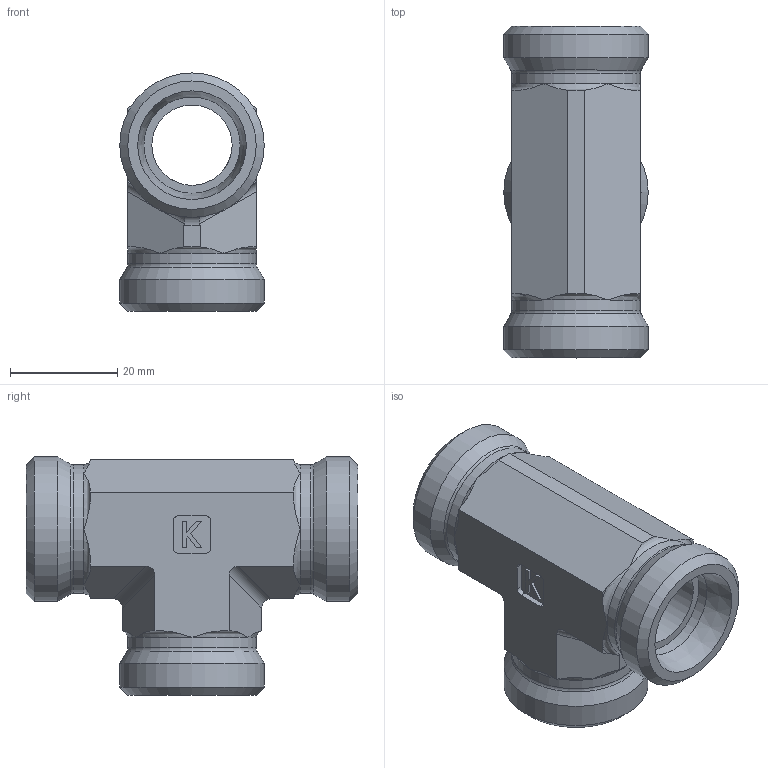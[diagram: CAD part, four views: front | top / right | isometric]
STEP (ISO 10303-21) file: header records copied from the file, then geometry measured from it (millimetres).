
FILE_DESCRIPTION((''),'2;1');
FILE_NAME('37118272272.stp','2014-08-13T15:40:05',(''),('KNOMI spol. s r. o.'),'Autodesk Inventor 2012','Autodesk Inventor 2012','');
FILE_SCHEMA(('AUTOMOTIVE_DESIGN { 1 2 10303 214 0 1 1 1 }'));
Length unit declared in the file: millimetre
Products named in the file (1): TS2 Tr18   3 x M27x2
Bounding box: 27 x 62 x 44.5 mm (x, y, z)
Volume: 24000.2 mm3; surface area: 11437.7 mm2
Topology: 1 solids, 1 shells, 104 faces, 266 edges, 168 vertices
Faces by surface type: plane 53, cylinder 21, torus 21, cone 9
Full cylindrical faces by diameter (mm): 15 x2, 18 x3, 24 x3, 27 x3
Entity records: 3020 total; most frequent: CARTESIAN_POINT 639, DIRECTION 484, ORIENTED_EDGE 466, EDGE_CURVE 233, AXIS2_PLACEMENT_3D 188, VERTEX_POINT 159, EDGE_LOOP 136, VECTOR 108
